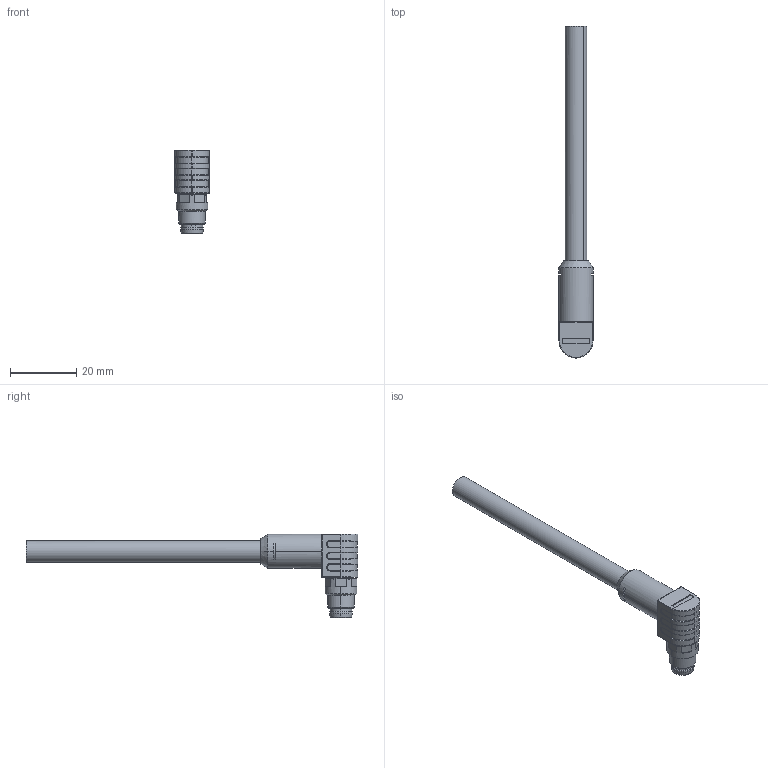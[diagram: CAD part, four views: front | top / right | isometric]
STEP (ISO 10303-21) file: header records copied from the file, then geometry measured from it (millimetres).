
FILE_DESCRIPTION(('CATIA V5 STEP Exchange','CAx-IF Rec.Pracs.--- Model Styling and Organization---1.4--- 2014-01-23'),'2;1');
FILE_NAME ('1173358-2_0_2706190015_2706190015.stp','2023-01-31T07:04:44+00:00',('none'),('Weidmueller'),'CATIA Version 5-6 Release 2016 SP3 HF44','CATIA V5 STEP AP214','none');
FILE_SCHEMA(('AUTOMOTIVE_DESIGN { 1 0 10303 214 1 1 1 1 }'));
Length unit declared in the file: millimetre
Products named in the file (1): 2706190015
Bounding box: 10.3 x 100.3 x 25.2 mm (x, y, z)
Volume: 5655.8 mm3; surface area: 3932.7 mm2
Topology: 8 solids, 8 shells, 301 faces, 738 edges, 431 vertices
Faces by surface type: cylinder 124, plane 66, torus 61, sphere 20, cone 18, bspline 12
Entity records: 8795 total; most frequent: CARTESIAN_POINT 2206, ORIENTED_EDGE 1424, DIRECTION 1162, EDGE_CURVE 712, AXIS2_PLACEMENT_3D 617, VERTEX_POINT 431, CIRCLE 334, EDGE_LOOP 315
